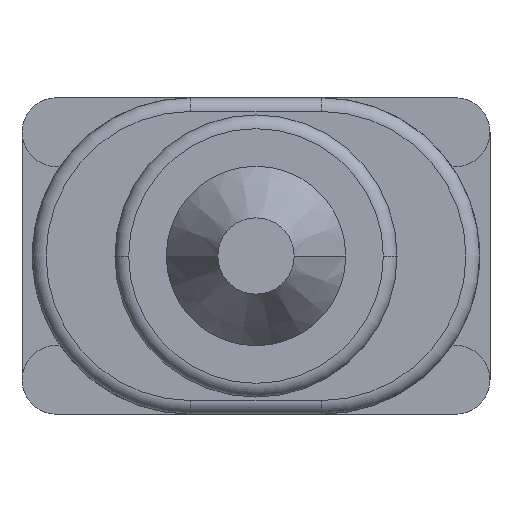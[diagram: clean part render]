
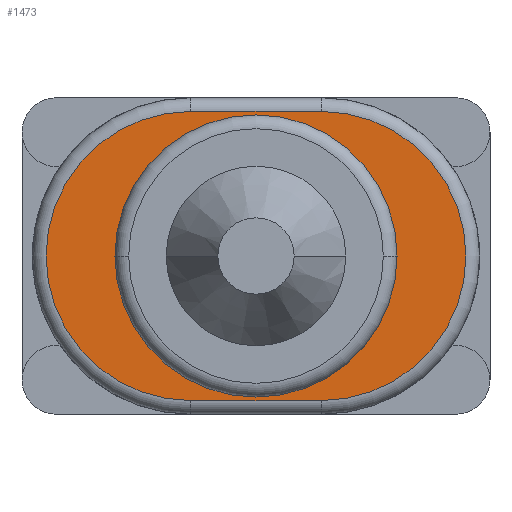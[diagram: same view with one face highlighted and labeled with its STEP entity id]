
A CAD part, left-side view. The second image highlights one B-rep face of the part: STEP entity #1473.
In plain terms, the highlighted planar face has unit normal (-1, 0, 0).
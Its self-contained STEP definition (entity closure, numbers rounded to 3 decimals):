
#380=DIRECTION('',(0.,-1.,0.));
#381=VECTOR('',#380,1.9);
#382=CARTESIAN_POINT('',(-1.904,0.95,-2.1));
#383=LINE('',#382,#381);
#384=CARTESIAN_POINT('',(-1.904,0.95,0.));
#385=DIRECTION('',(-1.,0.,0.));
#386=DIRECTION('',(0.,0.,1.));
#387=AXIS2_PLACEMENT_3D('',#384,#385,#386);
#389=DIRECTION('',(0.,1.,0.));
#390=VECTOR('',#389,1.9);
#391=CARTESIAN_POINT('',(-1.904,-0.95,2.1));
#392=LINE('',#391,#390);
#393=CARTESIAN_POINT('',(-1.904,-0.95,0.));
#394=DIRECTION('',(-1.,0.,0.));
#395=DIRECTION('',(0.,0.,-1.));
#396=AXIS2_PLACEMENT_3D('',#393,#394,#395);
#398=CARTESIAN_POINT('',(-1.904,0.,0.));
#399=DIRECTION('',(-1.,0.,0.));
#400=DIRECTION('',(0.,-1.,0.));
#401=AXIS2_PLACEMENT_3D('',#398,#399,#400);
#403=CARTESIAN_POINT('',(-1.904,0.,0.));
#404=DIRECTION('',(-1.,0.,0.));
#405=DIRECTION('',(0.,1.,0.));
#406=AXIS2_PLACEMENT_3D('',#403,#404,#405);
#875=CARTESIAN_POINT('',(-1.904,-2.05,0.));
#876=CARTESIAN_POINT('',(-1.904,2.05,0.));
#877=VERTEX_POINT('',#875);
#878=VERTEX_POINT('',#876);
#887=CARTESIAN_POINT('',(-1.904,0.95,-2.1));
#888=CARTESIAN_POINT('',(-1.904,-0.95,-2.1));
#889=VERTEX_POINT('',#887);
#890=VERTEX_POINT('',#888);
#895=CARTESIAN_POINT('',(-1.904,-0.95,2.1));
#896=VERTEX_POINT('',#895);
#899=CARTESIAN_POINT('',(-1.904,0.95,2.1));
#900=VERTEX_POINT('',#899);
#1453=CARTESIAN_POINT('',(-1.904,0.,0.));
#1454=DIRECTION('',(-1.,0.,0.));
#1455=DIRECTION('',(0.,-1.,0.));
#1456=AXIS2_PLACEMENT_3D('',#1453,#1454,#1455);
#1457=PLANE('',#1456);
#1459=ORIENTED_EDGE('',*,*,#1458,.F.);
#1461=ORIENTED_EDGE('',*,*,#1460,.F.);
#1462=ORIENTED_EDGE('',*,*,#1443,.F.);
#1464=ORIENTED_EDGE('',*,*,#1463,.F.);
#1465=EDGE_LOOP('',(#1459,#1461,#1462,#1464));
#1466=FACE_OUTER_BOUND('',#1465,.F.);
#1468=ORIENTED_EDGE('',*,*,#1467,.T.);
#1470=ORIENTED_EDGE('',*,*,#1469,.T.);
#1471=EDGE_LOOP('',(#1468,#1470));
#1472=FACE_BOUND('',#1471,.F.);
#1473=ADVANCED_FACE('',(#1466,#1472),#1457,.T.);
#388=CIRCLE('',#387,2.1);
#397=CIRCLE('',#396,2.1);
#402=CIRCLE('',#401,2.05);
#407=CIRCLE('',#406,2.05);
#1443=EDGE_CURVE('',#896,#900,#392,.T.);
#1458=EDGE_CURVE('',#889,#890,#383,.T.);
#1460=EDGE_CURVE('',#900,#889,#388,.T.);
#1463=EDGE_CURVE('',#890,#896,#397,.T.);
#1467=EDGE_CURVE('',#877,#878,#402,.T.);
#1469=EDGE_CURVE('',#878,#877,#407,.T.);
